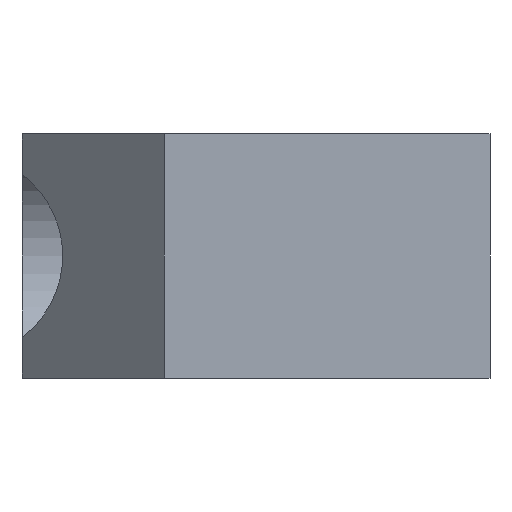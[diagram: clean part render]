
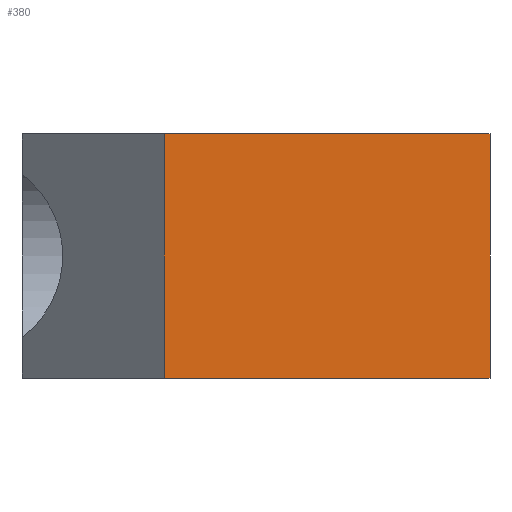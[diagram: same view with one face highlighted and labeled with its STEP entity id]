
A CAD part, front view. The second image highlights one B-rep face of the part: STEP entity #380.
In plain terms, the highlighted planar face has unit normal (0, -1, 0).
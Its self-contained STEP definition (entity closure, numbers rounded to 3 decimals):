
#7 = DIRECTION ( 'NONE',  ( 0., 0., -1. ) ) ;
#25 = CARTESIAN_POINT ( 'NONE',  ( 11.5, 0., -6. ) ) ;
#32 = VECTOR ( 'NONE', #548, 1000. ) ;
#62 = LINE ( 'NONE', #25, #32 ) ;
#66 = VERTEX_POINT ( 'NONE', #204 ) ;
#88 = CARTESIAN_POINT ( 'NONE',  ( 11.5, 0., -6. ) ) ;
#103 = CARTESIAN_POINT ( 'NONE',  ( -4.5, 0., 0. ) ) ;
#140 = DIRECTION ( 'NONE',  ( 1., 0., 0. ) ) ;
#154 = ORIENTED_EDGE ( 'NONE', *, *, #607, .T. ) ;
#173 = ORIENTED_EDGE ( 'NONE', *, *, #711, .F. ) ;
#190 = FACE_OUTER_BOUND ( 'NONE', #715, .T. ) ;
#204 = CARTESIAN_POINT ( 'NONE',  ( 11.5, 0., 6. ) ) ;
#232 = LINE ( 'NONE', #788, #714 ) ;
#243 = VECTOR ( 'NONE', #335, 1000. ) ;
#269 = CARTESIAN_POINT ( 'NONE',  ( -4.5, 0., -6. ) ) ;
#272 = VERTEX_POINT ( 'NONE', #88 ) ;
#335 = DIRECTION ( 'NONE',  ( 0., 0., -1. ) ) ;
#336 = CARTESIAN_POINT ( 'NONE',  ( 0., 0., 0. ) ) ;
#346 = AXIS2_PLACEMENT_3D ( 'NONE', #336, #510, #638 ) ;
#380 = ADVANCED_FACE ( 'NONE', ( #190 ), #601, .F. ) ;
#444 = EDGE_CURVE ( 'NONE', #616, #66, #232, .T. ) ;
#461 = CARTESIAN_POINT ( 'NONE',  ( 11.5, 0., 6. ) ) ;
#510 = DIRECTION ( 'NONE',  ( 0., 1., 0. ) ) ;
#515 = VECTOR ( 'NONE', #7, 1000. ) ;
#527 = ORIENTED_EDGE ( 'NONE', *, *, #444, .F. ) ;
#541 = LINE ( 'NONE', #461, #515 ) ;
#548 = DIRECTION ( 'NONE',  ( -1., 0., 0. ) ) ;
#561 = VERTEX_POINT ( 'NONE', #269 ) ;
#601 = PLANE ( 'NONE',  #346 ) ;
#603 = CARTESIAN_POINT ( 'NONE',  ( -4.5, 0., 6. ) ) ;
#607 = EDGE_CURVE ( 'NONE', #616, #561, #783, .T. ) ;
#616 = VERTEX_POINT ( 'NONE', #603 ) ;
#638 = DIRECTION ( 'NONE',  ( 0., 0., 1. ) ) ;
#664 = EDGE_CURVE ( 'NONE', #66, #272, #541, .T. ) ;
#693 = ORIENTED_EDGE ( 'NONE', *, *, #664, .F. ) ;
#711 = EDGE_CURVE ( 'NONE', #272, #561, #62, .T. ) ;
#714 = VECTOR ( 'NONE', #140, 1000. ) ;
#715 = EDGE_LOOP ( 'NONE', ( #527, #154, #173, #693 ) ) ;
#783 = LINE ( 'NONE', #103, #243 ) ;
#788 = CARTESIAN_POINT ( 'NONE',  ( 11.5, 0., 6. ) ) ;
